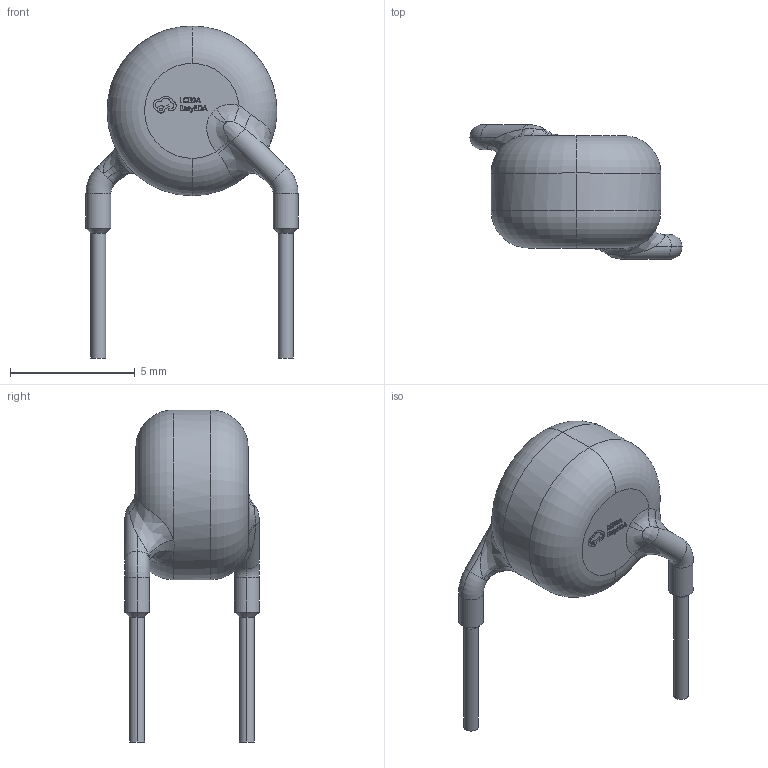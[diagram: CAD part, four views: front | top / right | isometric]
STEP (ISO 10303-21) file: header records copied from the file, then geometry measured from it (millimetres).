
FILE_DESCRIPTION (( 'STEP AP214' ), '1' );
FILE_NAME ('CAP-TH_L6.8-W5.0-P7.50-D0.6-S4.40.STEP', '2023-03-11T14:41:50', ( '' ), ( '' ), 'SwSTEP 2.0', 'SolidWorks 2020', '' );
FILE_SCHEMA (( 'AUTOMOTIVE_DESIGN' ));
Length unit declared in the file: millimetre
Products named in the file (1): CAP-TH_L6.8-W5.0-P7.50-D0.6-S4.40
Bounding box: 8.5 x 5.4 x 13.3 mm (x, y, z)
Volume: 156.2 mm3; surface area: 182.9 mm2
Topology: 1 solids, 1 shells, 280 faces, 741 edges, 482 vertices
Faces by surface type: plane 130, bspline 120, cylinder 16, torus 10, cone 4
Entity records: 12821 total; most frequent: CARTESIAN_POINT 3580, ORIENTED_EDGE 1482, DIRECTION 883, EDGE_CURVE 741, VERTEX_POINT 482, VECTOR 433, LINE 433, EDGE_LOOP 299
